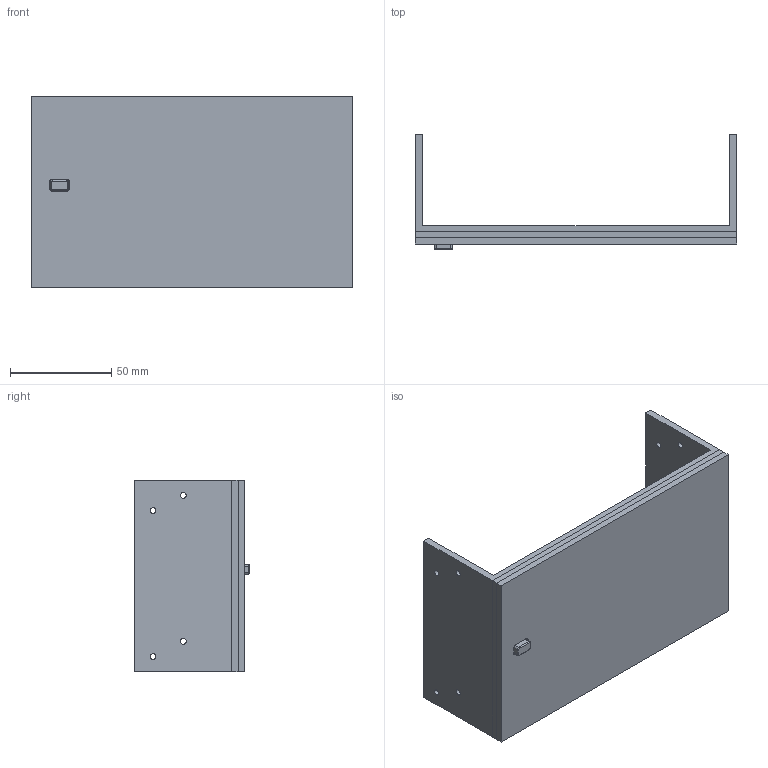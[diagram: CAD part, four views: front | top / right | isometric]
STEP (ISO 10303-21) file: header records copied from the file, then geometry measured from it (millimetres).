
FILE_DESCRIPTION(/* description */ (''),/* implementation_level */ '2;1');
FILE_NAME(/* name */ 'Radio Stack Avionics Template v10.step',/* time_stamp */ '2023-06-19T11:22:31-06:00',/* author */ (''),/* organization */ (''),/* preprocessor_version */ 'ST-DEVELOPER v19.2',/* originating_system */ 'Autodesk Translation Framework v12.6.0.85',/* authorisation */ '');
FILE_SCHEMA (('AUTOMOTIVE_DESIGN { 1 0 10303 214 3 1 1 }'));
Length unit declared in the file: millimetre
Products named in the file (7): Radio Stack Avionics Template; Faceplate; Button Skirt Spacer; Non PCB Backing; Electronics; Buttons; Blank Button
Assembly tree (6 placements, depth 3):
  Radio Stack Avionics Template
    Faceplate
    Button Skirt Spacer
    Non PCB Backing
    Electronics
    Buttons
      Blank Button
Bounding box: 158.75 x 56.5 x 94.66 mm (x, y, z)
Volume: 165391.9 mm3; surface area: 113260.2 mm2
Topology: 5 solids, 5 shells, 92 faces, 224 edges, 144 vertices
Faces by surface type: plane 48, cylinder 36, bspline 8
Full cylindrical faces by diameter (mm): 2.8 x8
Entity records: 2976 total; most frequent: CARTESIAN_POINT 537, DIRECTION 498, ORIENTED_EDGE 448, EDGE_CURVE 224, AXIS2_PLACEMENT_3D 177, LINE 144, VECTOR 144, VERTEX_POINT 144
